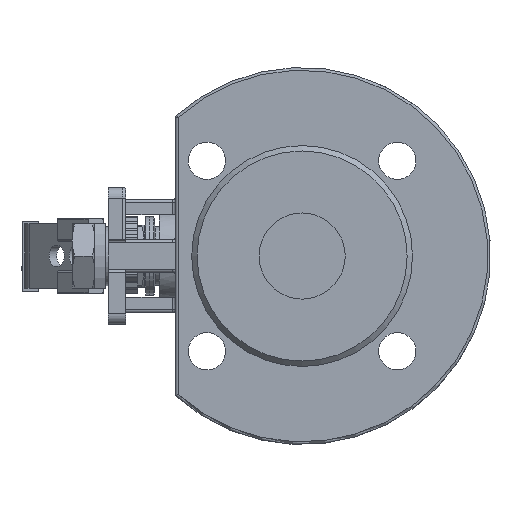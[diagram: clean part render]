
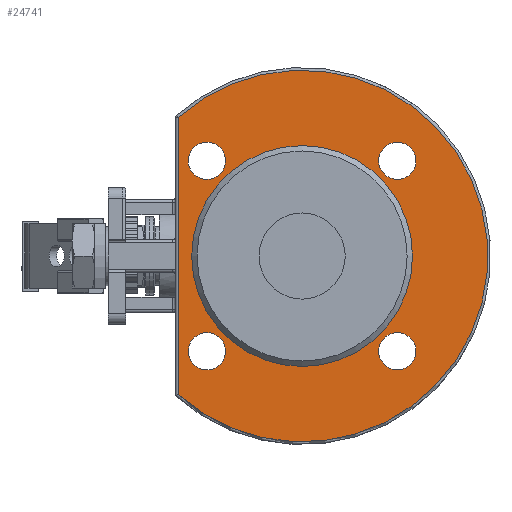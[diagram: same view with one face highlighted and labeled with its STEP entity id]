
A CAD part, left-side view. The second image highlights one B-rep face of the part: STEP entity #24741.
In plain terms, the highlighted planar face has unit normal (-1, 0, 0).
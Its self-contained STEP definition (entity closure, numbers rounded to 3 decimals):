
#544=FACE_BOUND('',#3965,.T.);
#545=FACE_BOUND('',#3966,.T.);
#546=FACE_BOUND('',#3967,.T.);
#547=FACE_BOUND('',#3968,.T.);
#548=FACE_BOUND('',#3969,.T.);
#1003=CIRCLE('',#26152,69.);
#1009=CIRCLE('',#26164,41.);
#1010=CIRCLE('',#26165,6.918);
#1011=CIRCLE('',#26166,6.918);
#1012=CIRCLE('',#26167,6.918);
#1013=CIRCLE('',#26168,6.918);
#2580=FACE_OUTER_BOUND('',#3964,.T.);
#3964=EDGE_LOOP('',(#20785,#20786));
#3965=EDGE_LOOP('',(#20787));
#3966=EDGE_LOOP('',(#20788));
#3967=EDGE_LOOP('',(#20789));
#3968=EDGE_LOOP('',(#20790));
#3969=EDGE_LOOP('',(#20791));
#6905=LINE('',#105915,#8734);
#8734=VECTOR('',#30536,102.859);
#11013=VERTEX_POINT('',#105908);
#11015=VERTEX_POINT('',#105914);
#11018=VERTEX_POINT('',#105948);
#11019=VERTEX_POINT('',#105950);
#11020=VERTEX_POINT('',#105952);
#11021=VERTEX_POINT('',#105954);
#11022=VERTEX_POINT('',#105956);
#14345=EDGE_CURVE('',#11015,#11013,#6905,.T.);
#14348=EDGE_CURVE('',#11013,#11015,#1003,.T.);
#14356=EDGE_CURVE('',#11018,#11018,#1009,.T.);
#14357=EDGE_CURVE('',#11019,#11019,#1010,.T.);
#14358=EDGE_CURVE('',#11020,#11020,#1011,.T.);
#14359=EDGE_CURVE('',#11021,#11021,#1012,.T.);
#14360=EDGE_CURVE('',#11022,#11022,#1013,.T.);
#20785=ORIENTED_EDGE('',*,*,#14345,.F.);
#20786=ORIENTED_EDGE('',*,*,#14348,.F.);
#20787=ORIENTED_EDGE('',*,*,#14356,.T.);
#20788=ORIENTED_EDGE('',*,*,#14357,.T.);
#20789=ORIENTED_EDGE('',*,*,#14358,.T.);
#20790=ORIENTED_EDGE('',*,*,#14359,.T.);
#20791=ORIENTED_EDGE('',*,*,#14360,.T.);
#22351=PLANE('',#26163);
#24741=ADVANCED_FACE('',(#2580,#544,#545,#546,#547,#548),#22351,.T.);
#26152=AXIS2_PLACEMENT_3D('',#105932,#30541,#30542);
#26163=AXIS2_PLACEMENT_3D('',#105947,#30565,#30566);
#26164=AXIS2_PLACEMENT_3D('',#105949,#30567,#30568);
#26165=AXIS2_PLACEMENT_3D('',#105951,#30569,#30570);
#26166=AXIS2_PLACEMENT_3D('',#105953,#30571,#30572);
#26167=AXIS2_PLACEMENT_3D('',#105955,#30573,#30574);
#26168=AXIS2_PLACEMENT_3D('',#105957,#30575,#30576);
#30536=DIRECTION('',(0.,0.,1.));
#30541=DIRECTION('center_axis',(1.,0.,0.));
#30542=DIRECTION('ref_axis',(0.,-1.,0.));
#30565=DIRECTION('center_axis',(-1.,0.,0.));
#30566=DIRECTION('ref_axis',(0.,0.,1.));
#30567=DIRECTION('center_axis',(1.,0.,0.));
#30568=DIRECTION('ref_axis',(0.,1.,0.));
#30569=DIRECTION('center_axis',(1.,0.,0.));
#30570=DIRECTION('ref_axis',(0.,0.,1.));
#30571=DIRECTION('center_axis',(1.,0.,0.));
#30572=DIRECTION('ref_axis',(0.,-1.,0.));
#30573=DIRECTION('center_axis',(1.,0.,0.));
#30574=DIRECTION('ref_axis',(0.,0.,-1.));
#30575=DIRECTION('center_axis',(1.,0.,0.));
#30576=DIRECTION('ref_axis',(0.,1.,0.));
#105908=CARTESIAN_POINT('',(-28.,46.,51.43));
#105914=CARTESIAN_POINT('',(-28.,46.,-51.43));
#105915=CARTESIAN_POINT('',(-28.,46.,-34.372));
#105932=CARTESIAN_POINT('Origin',(-28.,0.,0.));
#105947=CARTESIAN_POINT('Origin',(-28.,55.5,0.));
#105948=CARTESIAN_POINT('',(-28.,41.,0.));
#105949=CARTESIAN_POINT('Origin',(-28.,0.,0.));
#105950=CARTESIAN_POINT('',(-28.,35.355,42.273));
#105951=CARTESIAN_POINT('Origin',(-28.,35.355,35.355));
#105952=CARTESIAN_POINT('',(-28.,-42.273,35.355));
#105953=CARTESIAN_POINT('Origin',(-28.,-35.355,35.355));
#105954=CARTESIAN_POINT('',(-28.,-35.355,-42.273));
#105955=CARTESIAN_POINT('Origin',(-28.,-35.355,-35.355));
#105956=CARTESIAN_POINT('',(-28.,42.273,-35.355));
#105957=CARTESIAN_POINT('Origin',(-28.,35.355,-35.355));
